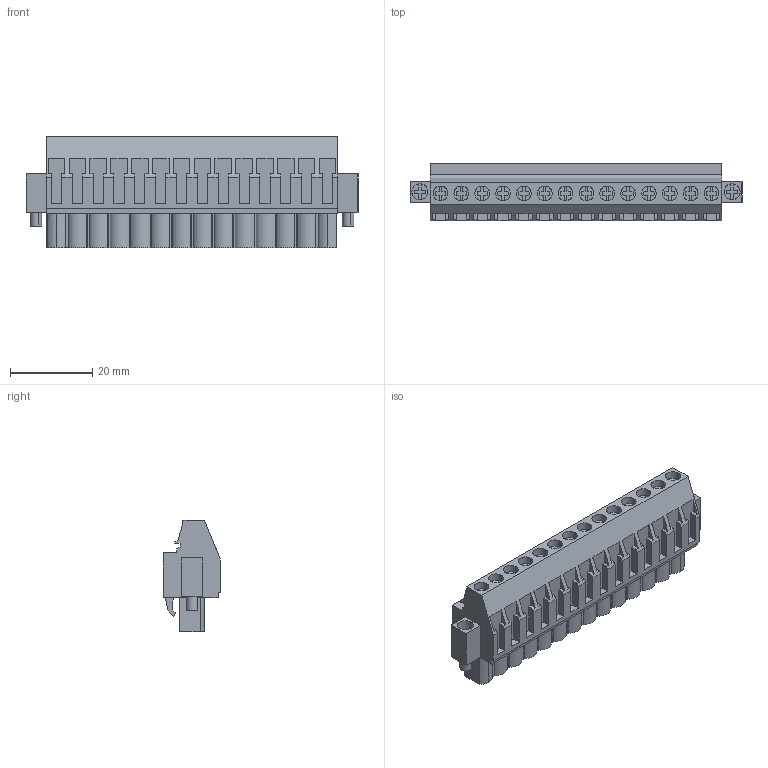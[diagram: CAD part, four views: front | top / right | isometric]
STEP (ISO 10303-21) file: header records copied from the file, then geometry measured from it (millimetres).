
FILE_DESCRIPTION(('CATIA V5 STEP','CAx-IF Rec.Pracs.--- Model Styling and Organization---1.2---2011-12-15'),'2;1');
FILE_NAME ('7246767_2_1949920000_1949920000.stp','2017-09-09T11:00:10+00:00',('none'),('Weidmueller'),'CATIA Version 5-6 Release 2014','CATIA V5 STEP AP214','none');
FILE_SCHEMA(('AUTOMOTIVE_DESIGN { 1 0 10303 214 1 1 1 1 }'));
Length unit declared in the file: millimetre
Products named in the file (1): 1949920000
Bounding box: 80.92 x 14.1 x 27.2 mm (x, y, z)
Volume: 16617.1 mm3; surface area: 10119.3 mm2
Topology: 17 solids, 17 shells, 976 faces, 2685 edges, 1808 vertices
Faces by surface type: plane 828, cylinder 144, extrusion 4
Entity records: 29303 total; most frequent: CARTESIAN_POINT 5668, ORIENTED_EDGE 5370, DIRECTION 3967, EDGE_CURVE 2685, VECTOR 2329, LINE 2325, VERTEX_POINT 1808, EDGE_LOOP 1045
